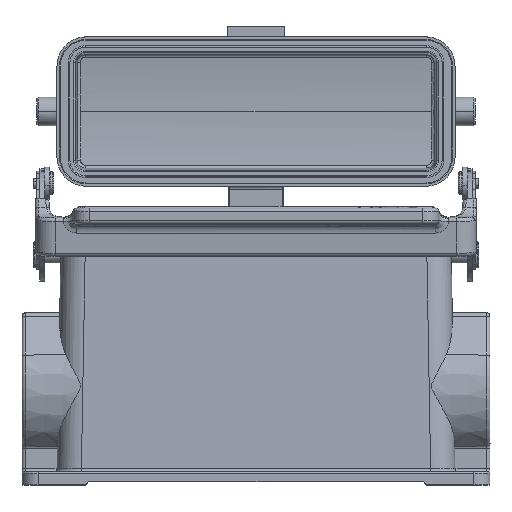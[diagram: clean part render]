
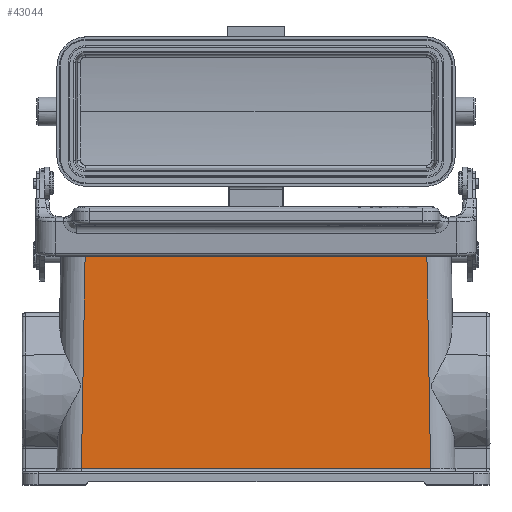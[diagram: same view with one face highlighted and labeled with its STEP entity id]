
A CAD part, top view. The second image highlights one B-rep face of the part: STEP entity #43044.
In plain terms, the highlighted planar face has unit normal (0, 0.018, 1).
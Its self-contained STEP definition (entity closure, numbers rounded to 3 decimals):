
#7829=DIRECTION('',(0.017,-1.,0.017));
#7830=VECTOR('',#7829,69.547);
#7831=CARTESIAN_POINT('',(125.51,74.509,-6.491));
#7832=LINE('',#7831,#7830);
#7833=DIRECTION('',(0.017,1.,-0.017));
#7834=VECTOR('',#7833,69.547);
#7835=CARTESIAN_POINT('',(19.277,4.983,-5.278));
#7836=LINE('',#7835,#7834);
#10374=DIRECTION('',(-1.,0.,0.));
#10375=VECTOR('',#10374,105.019);
#10376=CARTESIAN_POINT('',(125.51,74.509,
-6.491));
#10377=LINE('',#10376,#10375);
#11598=DIRECTION('',(1.,0.,0.));
#11599=VECTOR('',#11598,107.447);
#11600=CARTESIAN_POINT('',(19.277,4.983,
-5.278));
#11601=LINE('',#11600,#11599);
#24532=CARTESIAN_POINT('',(19.277,4.983,
-5.278));
#24533=CARTESIAN_POINT('',(20.49,74.509,
-6.491));
#24534=VERTEX_POINT('',#24532);
#24535=VERTEX_POINT('',#24533);
#24541=CARTESIAN_POINT('',(125.51,74.509,
-6.491));
#24542=CARTESIAN_POINT('',(126.723,4.983,
-5.278));
#24543=VERTEX_POINT('',#24541);
#24544=VERTEX_POINT('',#24542);
#43030=CARTESIAN_POINT('',(73.,39.746,
-5.885));
#43031=DIRECTION('',(0.,0.017,1.));
#43032=DIRECTION('',(0.,-1.,0.017));
#43033=AXIS2_PLACEMENT_3D('',#43030,#43031,#43032);
#43034=PLANE('',#43033);
#43036=ORIENTED_EDGE('',*,*,#43035,.T.);
#43038=ORIENTED_EDGE('',*,*,#43037,.F.);
#43039=ORIENTED_EDGE('',*,*,#43012,.T.);
#43041=ORIENTED_EDGE('',*,*,#43040,.F.);
#43042=EDGE_LOOP('',(#43036,#43038,#43039,#43041));
#43043=FACE_OUTER_BOUND('',#43042,.F.);
#43012=EDGE_CURVE('',#24534,#24535,#7836,.T.);
#43035=EDGE_CURVE('',#24543,#24544,#7832,.T.);
#43037=EDGE_CURVE('',#24534,#24544,#11601,.T.);
#43040=EDGE_CURVE('',#24543,#24535,#10377,.T.);
#43044=ADVANCED_FACE('',(#43043),#43034,.T.);
